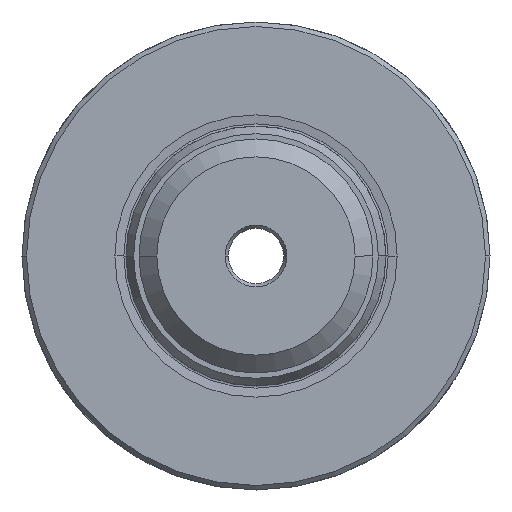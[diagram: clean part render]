
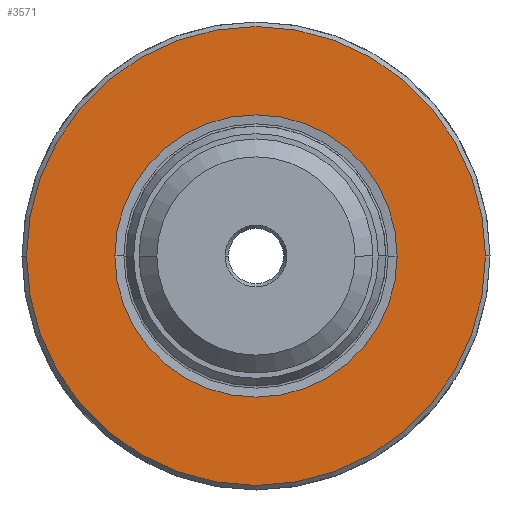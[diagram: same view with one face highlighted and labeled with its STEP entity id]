
A CAD part, left-side view. The second image highlights one B-rep face of the part: STEP entity #3571.
In plain terms, the highlighted planar face has unit normal (-1, 0, 0).
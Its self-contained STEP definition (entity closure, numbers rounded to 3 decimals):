
#144 = EDGE_CURVE ( 'NONE', #1764, #1877, #738, .T. ) ;
#163 = DIRECTION ( 'NONE',  ( 1., 0., 0. ) ) ;
#167 = EDGE_LOOP ( 'NONE', ( #1519, #1553 ) ) ;
#186 = AXIS2_PLACEMENT_3D ( 'NONE', #2129, #2037, #1834 ) ;
#463 = CARTESIAN_POINT ( 'NONE',  ( 0., 0., 0. ) ) ;
#481 = DIRECTION ( 'NONE',  ( 1., 0., 0. ) ) ;
#493 = DIRECTION ( 'NONE',  ( 0., 1., 0. ) ) ;
#580 = AXIS2_PLACEMENT_3D ( 'NONE', #1550, #1336, #1320 ) ;
#738 = CIRCLE ( 'NONE', #3777, 21.715 ) ;
#780 = CARTESIAN_POINT ( 'NONE',  ( 0., -21.715, 0. ) ) ;
#1013 = DIRECTION ( 'NONE',  ( -1., 0., 0. ) ) ;
#1026 = DIRECTION ( 'NONE',  ( 0., 1., 0. ) ) ;
#1093 = PLANE ( 'NONE',  #3204 ) ;
#1157 = CARTESIAN_POINT ( 'NONE',  ( 0., 21.715, 0. ) ) ;
#1244 = AXIS2_PLACEMENT_3D ( 'NONE', #1755, #163, #1026 ) ;
#1269 = ORIENTED_EDGE ( 'NONE', *, *, #2495, .T. ) ;
#1272 = VERTEX_POINT ( 'NONE', #3116 ) ;
#1320 = DIRECTION ( 'NONE',  ( 0., 1., 0. ) ) ;
#1336 = DIRECTION ( 'NONE',  ( 1., 0., 0. ) ) ;
#1519 = ORIENTED_EDGE ( 'NONE', *, *, #1934, .F. ) ;
#1549 = VERTEX_POINT ( 'NONE', #2553 ) ;
#1550 = CARTESIAN_POINT ( 'NONE',  ( 0., 0., 0. ) ) ;
#1553 = ORIENTED_EDGE ( 'NONE', *, *, #1663, .F. ) ;
#1663 = EDGE_CURVE ( 'NONE', #1549, #1272, #2716, .T. ) ;
#1755 = CARTESIAN_POINT ( 'NONE',  ( 0., 0., 0. ) ) ;
#1764 = VERTEX_POINT ( 'NONE', #3448 ) ;
#1800 = ORIENTED_EDGE ( 'NONE', *, *, #144, .T. ) ;
#1834 = DIRECTION ( 'NONE',  ( 0., 1., 0. ) ) ;
#1877 = VERTEX_POINT ( 'NONE', #780 ) ;
#1888 = DIRECTION ( 'NONE',  ( 0., -1., 0. ) ) ;
#1934 = EDGE_CURVE ( 'NONE', #1272, #1549, #2763, .T. ) ;
#2037 = DIRECTION ( 'NONE',  ( 1., 0., 0. ) ) ;
#2129 = CARTESIAN_POINT ( 'NONE',  ( 0., 0., 0. ) ) ;
#2495 = EDGE_CURVE ( 'NONE', #1877, #1764, #2912, .T. ) ;
#2553 = CARTESIAN_POINT ( 'NONE',  ( 0., -35.3, 0. ) ) ;
#2716 = CIRCLE ( 'NONE', #1244, 35.3 ) ;
#2763 = CIRCLE ( 'NONE', #580, 35.3 ) ;
#2912 = CIRCLE ( 'NONE', #186, 21.715 ) ;
#3005 = EDGE_LOOP ( 'NONE', ( #1269, #1800 ) ) ;
#3116 = CARTESIAN_POINT ( 'NONE',  ( 0., 35.3, 0. ) ) ;
#3204 = AXIS2_PLACEMENT_3D ( 'NONE', #1157, #1013, #1888 ) ;
#3448 = CARTESIAN_POINT ( 'NONE',  ( 0., 21.715, 0. ) ) ;
#3571 = ADVANCED_FACE ( 'NONE', ( #3609, #3661 ), #1093, .T. ) ;
#3609 = FACE_BOUND ( 'NONE', #3005, .T. ) ;
#3661 = FACE_OUTER_BOUND ( 'NONE', #167, .T. ) ;
#3777 = AXIS2_PLACEMENT_3D ( 'NONE', #463, #481, #493 ) ;
